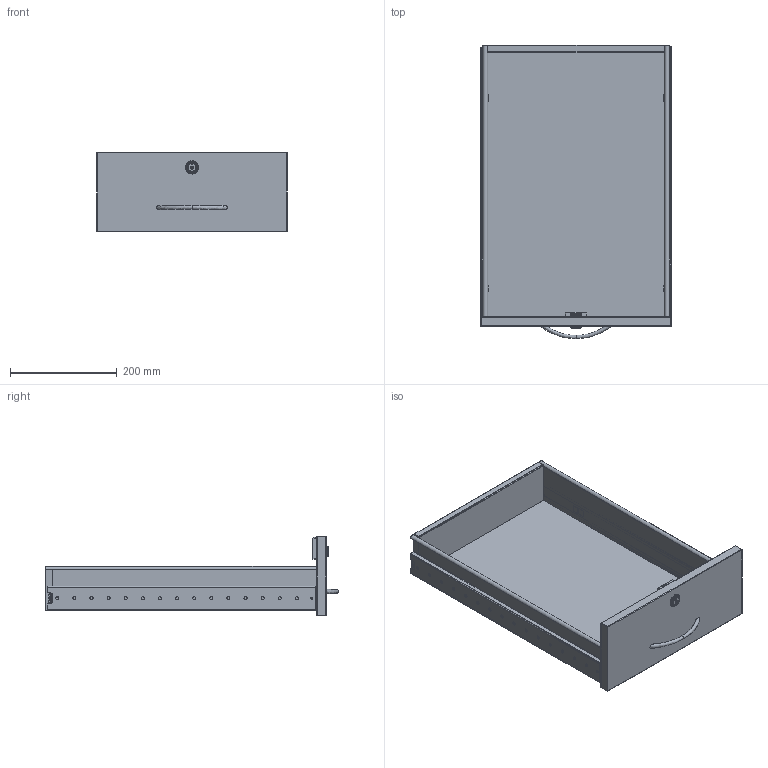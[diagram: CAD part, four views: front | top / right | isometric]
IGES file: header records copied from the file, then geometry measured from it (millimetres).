
Global section: file name: 740002M.stp.ipt; native system: Autodesk Inventor 2014; preprocessor: unknown; author: zeman; date: 20151016.131539; units: millimetre
Bounding box: 357 x 547.8 x 148 mm (x, y, z)
Volume: 1373241.8 mm3; surface area: 1051013.5 mm2
Topology: 15 solids, 15 shells, 539 faces, 1504 edges, 981 vertices
Faces by surface type: plane 302, revolution 126, cylinder 90, sphere 16, cone 3, bspline 2
Full cylindrical faces by diameter (mm): 15.8 x1, 19 x1, 20 x1
